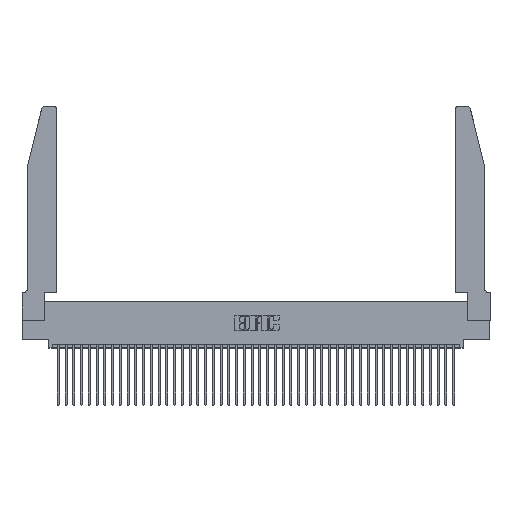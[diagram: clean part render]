
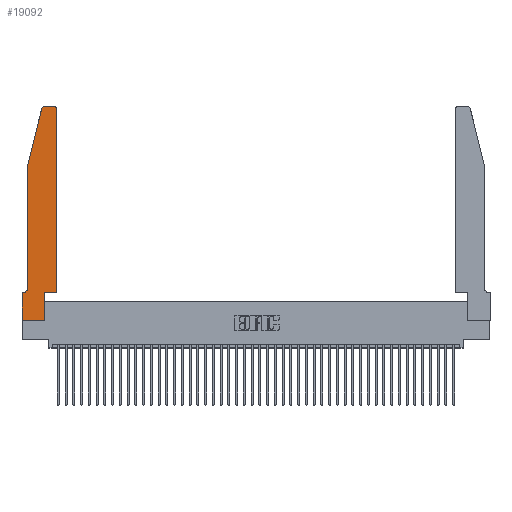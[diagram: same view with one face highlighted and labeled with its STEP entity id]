
A CAD part, top view. The second image highlights one B-rep face of the part: STEP entity #19092.
In plain terms, the highlighted planar face has unit normal (0, 0, 1).
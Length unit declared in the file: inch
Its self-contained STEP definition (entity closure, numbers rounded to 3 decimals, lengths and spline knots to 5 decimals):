
#838 = CARTESIAN_POINT ( 'NONE',  ( 0., 0., 0.37 ) ) ;
#1134 = EDGE_CURVE ( 'NONE', #17061, #7461, #12761, .T. ) ;
#1166 = CARTESIAN_POINT ( 'NONE',  ( 0.284, 2.75, 0.37 ) ) ;
#1452 = VERTEX_POINT ( 'NONE', #42896 ) ;
#1714 = DIRECTION ( 'NONE',  ( 0., 1., 0. ) ) ;
#2006 = CARTESIAN_POINT ( 'NONE',  ( 0., 0.35, 0.37 ) ) ;
#3443 = DIRECTION ( 'NONE',  ( -1., 0., 0. ) ) ;
#3623 = CARTESIAN_POINT ( 'NONE',  ( 0.0755, 2., 0.37 ) ) ;
#3827 = VECTOR ( 'NONE', #36375, 39.37008 ) ;
#3868 = DIRECTION ( 'NONE',  ( 1., 0., 0. ) ) ;
#4203 = EDGE_LOOP ( 'NONE', ( #41856, #33367, #16957, #6681, #11977, #19095, #14668, #29350, #10594, #17854, #19545, #15767 ) ) ;
#4454 = CARTESIAN_POINT ( 'NONE',  ( 0.4205, 2.72, 0.37 ) ) ;
#5079 = CARTESIAN_POINT ( 'NONE',  ( 0.4205, 2.75, 0.37 ) ) ;
#5606 = VECTOR ( 'NONE', #24657, 39.37008 ) ;
#5641 = DIRECTION ( 'NONE',  ( -1., 0., 0. ) ) ;
#6681 = ORIENTED_EDGE ( 'NONE', *, *, #19373, .T. ) ;
#7461 = VERTEX_POINT ( 'NONE', #16029 ) ;
#7716 = EDGE_CURVE ( 'NONE', #15752, #17061, #43025, .T. ) ;
#7768 = CARTESIAN_POINT ( 'NONE',  ( 0.2865, 0.35, 0.37 ) ) ;
#8026 = DIRECTION ( 'NONE',  ( 1., 0., 0. ) ) ;
#8541 = LINE ( 'NONE', #3623, #43651 ) ;
#10594 = ORIENTED_EDGE ( 'NONE', *, *, #16409, .T. ) ;
#10987 = VERTEX_POINT ( 'NONE', #37318 ) ;
#11118 = DIRECTION ( 'NONE',  ( 0., -1., 0. ) ) ;
#11617 = LINE ( 'NONE', #37216, #37677 ) ;
#11977 = ORIENTED_EDGE ( 'NONE', *, *, #22676, .T. ) ;
#12415 = CARTESIAN_POINT ( 'NONE',  ( 0., 0.35, 0.37 ) ) ;
#12585 = CARTESIAN_POINT ( 'NONE',  ( 0.4505, 0.35, 0.37 ) ) ;
#12761 = LINE ( 'NONE', #13726, #29786 ) ;
#13726 = CARTESIAN_POINT ( 'NONE',  ( 0.0755, 2., 0.37 ) ) ;
#14238 = LINE ( 'NONE', #12585, #3827 ) ;
#14668 = ORIENTED_EDGE ( 'NONE', *, *, #14927, .T. ) ;
#14927 = EDGE_CURVE ( 'NONE', #23811, #29012, #25654, .T. ) ;
#15752 = VERTEX_POINT ( 'NONE', #1166 ) ;
#15767 = ORIENTED_EDGE ( 'NONE', *, *, #18863, .T. ) ;
#15908 = DIRECTION ( 'NONE',  ( 0., 0., 1. ) ) ;
#16029 = CARTESIAN_POINT ( 'NONE',  ( 0.0755, 2., 0.37 ) ) ;
#16221 = CARTESIAN_POINT ( 'NONE',  ( 0.4505, 2.72, 0.37 ) ) ;
#16409 = EDGE_CURVE ( 'NONE', #20989, #27404, #22379, .T. ) ;
#16957 = ORIENTED_EDGE ( 'NONE', *, *, #1134, .T. ) ;
#17061 = VERTEX_POINT ( 'NONE', #19834 ) ;
#17193 = EDGE_CURVE ( 'NONE', #30254, #15752, #11617, .T. ) ;
#17854 = ORIENTED_EDGE ( 'NONE', *, *, #24423, .T. ) ;
#18104 = AXIS2_PLACEMENT_3D ( 'NONE', #12415, #15908, #39568 ) ;
#18863 = EDGE_CURVE ( 'NONE', #21901, #30254, #36874, .T. ) ;
#19092 = ADVANCED_FACE ( 'NONE', ( #37368 ), #32782, .T. ) ;
#19095 = ORIENTED_EDGE ( 'NONE', *, *, #22412, .T. ) ;
#19373 = EDGE_CURVE ( 'NONE', #7461, #19711, #8541, .T. ) ;
#19458 = DIRECTION ( 'NONE',  ( 0., 0., 1. ) ) ;
#19545 = ORIENTED_EDGE ( 'NONE', *, *, #28942, .T. ) ;
#19711 = VERTEX_POINT ( 'NONE', #32866 ) ;
#19834 = CARTESIAN_POINT ( 'NONE',  ( 0.25487, 2.72718, 0.37 ) ) ;
#20989 = VERTEX_POINT ( 'NONE', #38908 ) ;
#21462 = CARTESIAN_POINT ( 'NONE',  ( 0., 0., 0.37 ) ) ;
#21901 = VERTEX_POINT ( 'NONE', #16221 ) ;
#22144 = LINE ( 'NONE', #21462, #40131 ) ;
#22379 = LINE ( 'NONE', #29317, #30309 ) ;
#22412 = EDGE_CURVE ( 'NONE', #1452, #23811, #26023, .T. ) ;
#22676 = EDGE_CURVE ( 'NONE', #19711, #1452, #33379, .T. ) ;
#22887 = LINE ( 'NONE', #41494, #5606 ) ;
#23811 = VERTEX_POINT ( 'NONE', #2006 ) ;
#24133 = EDGE_CURVE ( 'NONE', #29012, #20989, #22144, .T. ) ;
#24185 = DIRECTION ( 'NONE',  ( 0., 0., -1. ) ) ;
#24423 = EDGE_CURVE ( 'NONE', #27404, #10987, #14238, .T. ) ;
#24657 = DIRECTION ( 'NONE',  ( 0., 1., 0. ) ) ;
#25194 = VECTOR ( 'NONE', #11118, 39.37008 ) ;
#25654 = LINE ( 'NONE', #27962, #25194 ) ;
#26023 = LINE ( 'NONE', #43088, #42910 ) ;
#27017 = DIRECTION ( 'NONE',  ( -1., 0., 0. ) ) ;
#27404 = VERTEX_POINT ( 'NONE', #7768 ) ;
#27962 = CARTESIAN_POINT ( 'NONE',  ( 0., 0., 0.37 ) ) ;
#28519 = DIRECTION ( 'NONE',  ( 0., 0., 1. ) ) ;
#28942 = EDGE_CURVE ( 'NONE', #10987, #21901, #22887, .T. ) ;
#29012 = VERTEX_POINT ( 'NONE', #838 ) ;
#29317 = CARTESIAN_POINT ( 'NONE',  ( 0.2865, 0.35, 0.37 ) ) ;
#29350 = ORIENTED_EDGE ( 'NONE', *, *, #24133, .T. ) ;
#29786 = VECTOR ( 'NONE', #34056, 39.37008 ) ;
#30254 = VERTEX_POINT ( 'NONE', #5079 ) ;
#30309 = VECTOR ( 'NONE', #1714, 39.37008 ) ;
#31126 = DIRECTION ( 'NONE',  ( 0., -1., 0. ) ) ;
#32506 = AXIS2_PLACEMENT_3D ( 'NONE', #4454, #28519, #8026 ) ;
#32782 = PLANE ( 'NONE',  #18104 ) ;
#32866 = CARTESIAN_POINT ( 'NONE',  ( 0.0755, 0.42, 0.37 ) ) ;
#33367 = ORIENTED_EDGE ( 'NONE', *, *, #7716, .T. ) ;
#33379 = CIRCLE ( 'NONE', #39694, 0.07 ) ;
#34056 = DIRECTION ( 'NONE',  ( -0.239, -0.971, 0. ) ) ;
#36375 = DIRECTION ( 'NONE',  ( 1., 0., 0. ) ) ;
#36874 = CIRCLE ( 'NONE', #32506, 0.03 ) ;
#37216 = CARTESIAN_POINT ( 'NONE',  ( 0.2605, 2.75, 0.37 ) ) ;
#37318 = CARTESIAN_POINT ( 'NONE',  ( 0.4505, 0.35, 0.37 ) ) ;
#37368 = FACE_OUTER_BOUND ( 'NONE', #4203, .T. ) ;
#37677 = VECTOR ( 'NONE', #27017, 39.37008 ) ;
#38908 = CARTESIAN_POINT ( 'NONE',  ( 0.2865, 0., 0.37 ) ) ;
#39568 = DIRECTION ( 'NONE',  ( 1., 0., 0. ) ) ;
#39632 = CARTESIAN_POINT ( 'NONE',  ( 0.284, 2.72, 0.37 ) ) ;
#39694 = AXIS2_PLACEMENT_3D ( 'NONE', #44365, #24185, #3443 ) ;
#40131 = VECTOR ( 'NONE', #3868, 39.37008 ) ;
#41321 = AXIS2_PLACEMENT_3D ( 'NONE', #39632, #19458, #43029 ) ;
#41494 = CARTESIAN_POINT ( 'NONE',  ( 0.4505, 0.35, 0.37 ) ) ;
#41856 = ORIENTED_EDGE ( 'NONE', *, *, #17193, .T. ) ;
#42896 = CARTESIAN_POINT ( 'NONE',  ( 0.0055, 0.35, 0.37 ) ) ;
#42910 = VECTOR ( 'NONE', #5641, 39.37008 ) ;
#43025 = CIRCLE ( 'NONE', #41321, 0.03 ) ;
#43029 = DIRECTION ( 'NONE',  ( 1., 0., 0. ) ) ;
#43088 = CARTESIAN_POINT ( 'NONE',  ( 0.0755, 0.35, 0.37 ) ) ;
#43651 = VECTOR ( 'NONE', #31126, 39.37008 ) ;
#44365 = CARTESIAN_POINT ( 'NONE',  ( 0.0055, 0.42, 0.37 ) ) ;
